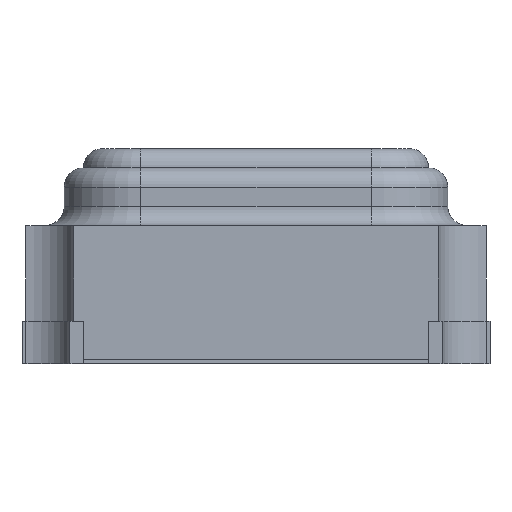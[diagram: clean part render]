
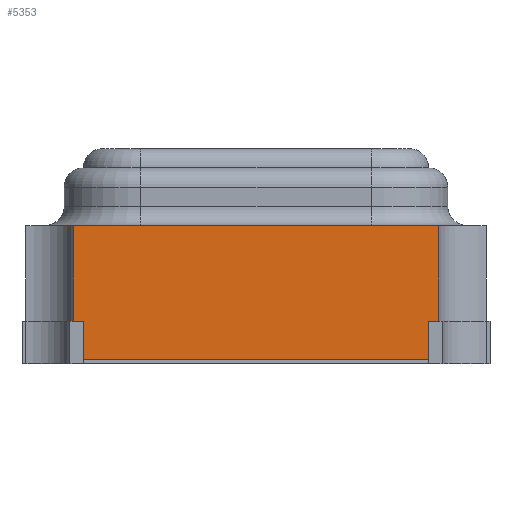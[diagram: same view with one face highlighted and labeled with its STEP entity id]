
A CAD part, left-side view. The second image highlights one B-rep face of the part: STEP entity #5353.
In plain terms, the highlighted planar face has unit normal (-1, 0, 0).
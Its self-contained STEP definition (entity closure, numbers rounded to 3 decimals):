
#92 = EDGE_CURVE ( 'NONE', #1458, #7644, #5356, .T. ) ;
#97 = CARTESIAN_POINT ( 'NONE',  ( -1.025, 0.6, 0.35 ) ) ;
#133 = CARTESIAN_POINT ( 'NONE',  ( -1.025, 0.45, 0.1 ) ) ;
#438 = CARTESIAN_POINT ( 'NONE',  ( -1.025, 0.475, 0.35 ) ) ;
#607 = CARTESIAN_POINT ( 'NONE',  ( -1.025, 0.475, 0. ) ) ;
#611 = LINE ( 'NONE', #14615, #8225 ) ;
#911 = VERTEX_POINT ( 'NONE', #133 ) ;
#1160 = CARTESIAN_POINT ( 'NONE',  ( -1.025, -0.45, 0.1 ) ) ;
#1458 = VERTEX_POINT ( 'NONE', #17446 ) ;
#1779 = LINE ( 'NONE', #11576, #16164 ) ;
#1827 = LINE ( 'NONE', #607, #8446 ) ;
#2097 = ORIENTED_EDGE ( 'NONE', *, *, #11932, .F. ) ;
#2285 = CARTESIAN_POINT ( 'NONE',  ( -1.025, 0.6, 0.1 ) ) ;
#2534 = VERTEX_POINT ( 'NONE', #16810 ) ;
#2902 = LINE ( 'NONE', #97, #10215 ) ;
#3013 = EDGE_CURVE ( 'NONE', #6729, #5867, #2902, .T. ) ;
#3107 = DIRECTION ( 'NONE',  ( 0., 0., -1. ) ) ;
#3515 = VECTOR ( 'NONE', #5197, 1000. ) ;
#3670 = DIRECTION ( 'NONE',  ( 1., 0., 0. ) ) ;
#3850 = EDGE_CURVE ( 'NONE', #12213, #911, #611, .T. ) ;
#4363 = DIRECTION ( 'NONE',  ( 0., -1., 0. ) ) ;
#4656 = VERTEX_POINT ( 'NONE', #1160 ) ;
#4923 = ORIENTED_EDGE ( 'NONE', *, *, #6545, .F. ) ;
#5197 = DIRECTION ( 'NONE',  ( 0., 0., 1. ) ) ;
#5345 = AXIS2_PLACEMENT_3D ( 'NONE', #16404, #3670, #14822 ) ;
#5353 = ADVANCED_FACE ( 'NONE', ( #10636 ), #9163, .F. ) ;
#5356 = LINE ( 'NONE', #18318, #13003 ) ;
#5544 = DIRECTION ( 'NONE',  ( 0., -1., 0. ) ) ;
#5790 = EDGE_LOOP ( 'NONE', ( #2097, #15740, #4923, #16600, #16758, #7296, #8567, #6916 ) ) ;
#5818 = EDGE_CURVE ( 'NONE', #2534, #5867, #14847, .T. ) ;
#5867 = VERTEX_POINT ( 'NONE', #18187 ) ;
#6545 = EDGE_CURVE ( 'NONE', #4656, #7644, #1779, .T. ) ;
#6729 = VERTEX_POINT ( 'NONE', #438 ) ;
#6916 = ORIENTED_EDGE ( 'NONE', *, *, #3850, .T. ) ;
#7177 = VECTOR ( 'NONE', #13435, 1000. ) ;
#7296 = ORIENTED_EDGE ( 'NONE', *, *, #3013, .F. ) ;
#7644 = VERTEX_POINT ( 'NONE', #8767 ) ;
#7939 = LINE ( 'NONE', #2285, #16588 ) ;
#8225 = VECTOR ( 'NONE', #16377, 1000. ) ;
#8446 = VECTOR ( 'NONE', #3107, 1000. ) ;
#8567 = ORIENTED_EDGE ( 'NONE', *, *, #17784, .T. ) ;
#8767 = CARTESIAN_POINT ( 'NONE',  ( -1.025, -0.45, 0. ) ) ;
#9163 = PLANE ( 'NONE',  #5345 ) ;
#10215 = VECTOR ( 'NONE', #4363, 1000. ) ;
#10636 = FACE_OUTER_BOUND ( 'NONE', #5790, .T. ) ;
#11576 = CARTESIAN_POINT ( 'NONE',  ( -1.025, -0.45, 0.35 ) ) ;
#11932 = EDGE_CURVE ( 'NONE', #1458, #911, #17970, .T. ) ;
#12213 = VERTEX_POINT ( 'NONE', #17837 ) ;
#12441 = CARTESIAN_POINT ( 'NONE',  ( -1.025, 0.45, 0.35 ) ) ;
#13003 = VECTOR ( 'NONE', #5544, 1000. ) ;
#13435 = DIRECTION ( 'NONE',  ( 0., 0., 1. ) ) ;
#13580 = DIRECTION ( 'NONE',  ( 0., -1., 0. ) ) ;
#13662 = EDGE_CURVE ( 'NONE', #4656, #2534, #7939, .T. ) ;
#14615 = CARTESIAN_POINT ( 'NONE',  ( -1.025, 0.6, 0.1 ) ) ;
#14822 = DIRECTION ( 'NONE',  ( 0., 1., 0. ) ) ;
#14847 = LINE ( 'NONE', #16525, #7177 ) ;
#15740 = ORIENTED_EDGE ( 'NONE', *, *, #92, .T. ) ;
#16164 = VECTOR ( 'NONE', #17352, 1000. ) ;
#16377 = DIRECTION ( 'NONE',  ( 0., -1., 0. ) ) ;
#16404 = CARTESIAN_POINT ( 'NONE',  ( -1.025, 0.6, 0.35 ) ) ;
#16525 = CARTESIAN_POINT ( 'NONE',  ( -1.025, -0.475, 0. ) ) ;
#16588 = VECTOR ( 'NONE', #13580, 1000. ) ;
#16600 = ORIENTED_EDGE ( 'NONE', *, *, #13662, .T. ) ;
#16758 = ORIENTED_EDGE ( 'NONE', *, *, #5818, .T. ) ;
#16810 = CARTESIAN_POINT ( 'NONE',  ( -1.025, -0.475, 0.1 ) ) ;
#17352 = DIRECTION ( 'NONE',  ( 0., 0., -1. ) ) ;
#17446 = CARTESIAN_POINT ( 'NONE',  ( -1.025, 0.45, 0. ) ) ;
#17784 = EDGE_CURVE ( 'NONE', #6729, #12213, #1827, .T. ) ;
#17837 = CARTESIAN_POINT ( 'NONE',  ( -1.025, 0.475, 0.1 ) ) ;
#17970 = LINE ( 'NONE', #12441, #3515 ) ;
#18187 = CARTESIAN_POINT ( 'NONE',  ( -1.025, -0.475, 0.35 ) ) ;
#18318 = CARTESIAN_POINT ( 'NONE',  ( -1.025, 0.6, 0. ) ) ;
